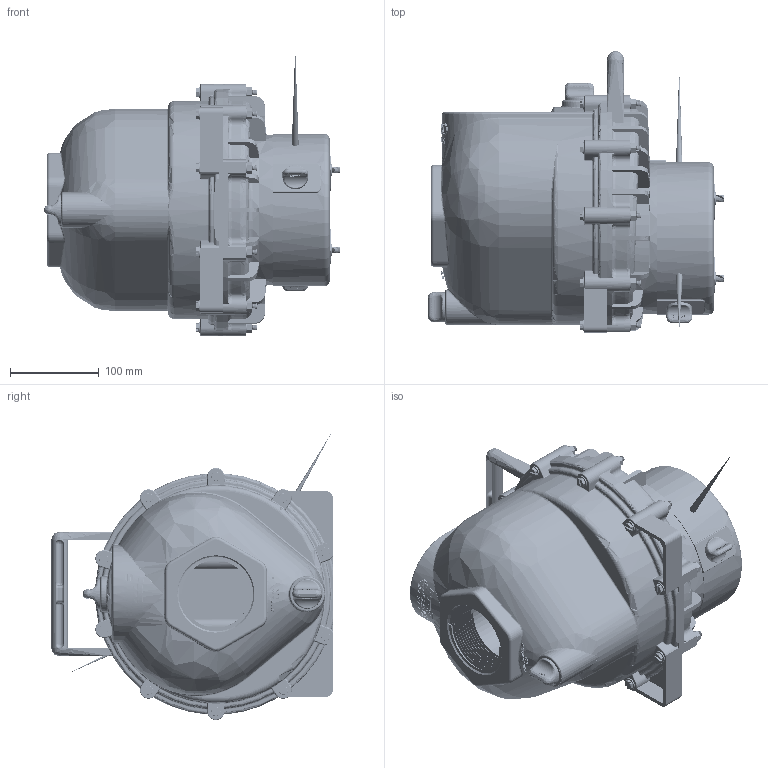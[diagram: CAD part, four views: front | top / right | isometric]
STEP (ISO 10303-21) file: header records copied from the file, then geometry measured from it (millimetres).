
FILE_DESCRIPTION(/* description */ (''),/* implementation_level */ '2;1');
FILE_NAME(/* name */ '300POW.stp',/* time_stamp */ '2018-09-19T09:20:11-04:00',/* author */ ('MJC'),/* organization */ (''),/* preprocessor_version */ 'ST-DEVELOPER v17',/* originating_system */ 'Autodesk Inventor 2018',/* authorisation */ '');
FILE_SCHEMA (('AUTOMOTIVE_DESIGN { 1 0 10303 214 3 1 1 }'));
Length unit declared in the file: inch
Products named in the file (37): 300POW; 12703AW; 12703AWX; 12703AWV; 12201W; 12201WZ; 12201WY; 12201WX; 13712; 13712X; 13777; 13778; 13702; 13719; 15035E; 13034; 12717; 12709; 13055; 12705; A204; 12900; 12725; 12719A; 12754; 12720; V07018; V07019; 12902A; 16901; 13766; 13772; 12901; CV10175; 12777; UV15163; 12775A
Assembly tree (80 placements, depth 5):
  300POW
    12703AW
      12703AWX
        12703AWV
    12201W
      12201WZ
        12201WY
          12201WX
    13712
      13712X
      13777  x2
      13778  x2
    13702
    13719
    15035E
    13034  x4
    12717  x4
    12709  x4
    13055
    12705
    A204
    12900
    12725  x2
    12719A
    12754
    12720  x10
    V07018  x10
    V07019  x10
    12902A
    16901
    13766
    13772
    12901  x4
    CV10175
    12777  x2
    UV15163  x2
    12775A
Bounding box: 333.12 x 316.26 x 323.66 mm (x, y, z)
Volume: 4068559.7 mm3; surface area: 1405448.3 mm2
Topology: 94 solids, 95 shells, 8901 faces, 24811 edges, 16172 vertices
Faces by surface type: cylinder 2344, plane 2179, cone 1967, bspline 1444, torus 888, sphere 79
Full cylindrical faces by diameter (mm): 1.905 x1, 2.87 x2, 2.921 x2, 3.505 x14, 4.572 x1, 4.877 x8, 5.207 x2, 5.588 x7, 6.35 x430, 6.858 x20, 7.938 x4, 7.95 x4, 8.731 x4, 9.525 x48, 9.677 x8, 10.319 x1, 11.112 x4, 11.913 x8, 12.7 x2, 13.208 x10, 14.249 x8, 17.399 x1, 17.462 x1, 17.475 x4, 17.78 x2, 18.256 x2, 19.05 x7, 19.812 x1, 23.041 x7, 25.425 x1
Entity records: 277650 total; most frequent: CARTESIAN_POINT 143776, ORIENTED_EDGE 30468, DIRECTION 24443, EDGE_CURVE 15234, VERTEX_POINT 9899, AXIS2_PLACEMENT_3D 9571, EDGE_LOOP 5902, ADVANCED_FACE 5597
